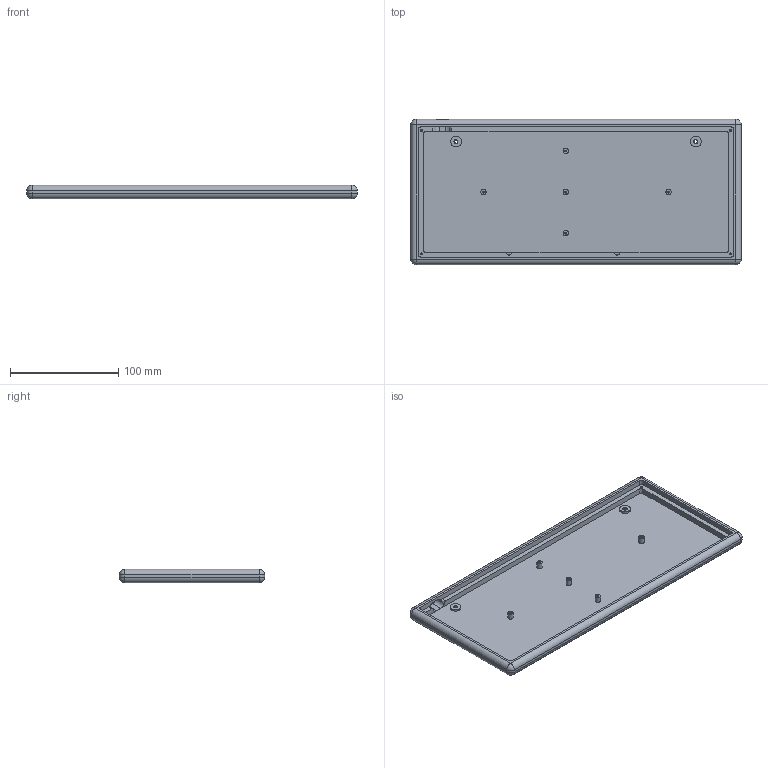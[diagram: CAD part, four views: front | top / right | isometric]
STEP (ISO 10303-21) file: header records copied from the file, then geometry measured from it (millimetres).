
FILE_DESCRIPTION(/* description */ (''),/* implementation_level */ '2;1');
FILE_NAME(/* name */ '5f4175b90f1a31158f3026a9',/* time_stamp */ '2020-08-22T19:44:58+00:00',/* author */ (''),/* organization */ (''),/* preprocessor_version */ 'ST-DEVELOPER v16.7',/* originating_system */ $,/* authorisation */ $);
FILE_SCHEMA (('AUTOMOTIVE_DESIGN {1 0 10303 214 3 1 1}'));
Length unit declared in the file: metre
Products named in the file (1): Part 20
Bounding box: 306 x 134.6 x 12.5 mm (x, y, z)
Volume: 154882.4 mm3; surface area: 99192.4 mm2
Topology: 1 solids, 1 shells, 154 faces, 404 edges, 265 vertices
Faces by surface type: cylinder 57, plane 43, bspline 28, cone 18, sphere 8
Full cylindrical faces by diameter (mm): 5 x5, 10 x6, 22.2 x2
Entity records: 21380 total; most frequent: CARTESIAN_POINT 18284, ORIENTED_EDGE 690, DIRECTION 554, EDGE_CURVE 345, VERTEX_POINT 245, AXIS2_PLACEMENT_3D 241, EDGE_LOOP 194, FACE_BOUND 194
